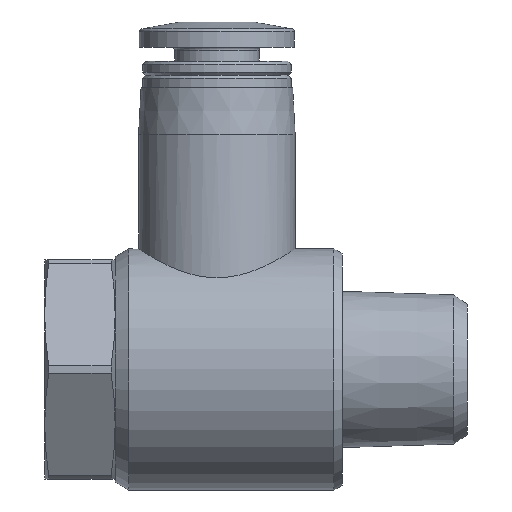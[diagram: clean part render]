
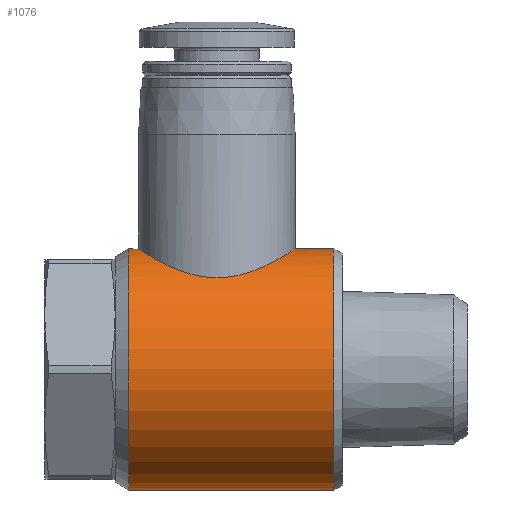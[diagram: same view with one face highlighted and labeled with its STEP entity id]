
A CAD part, left-side view. The second image highlights one B-rep face of the part: STEP entity #1076.
In plain terms, the highlighted cylindrical face has radius 7.7 mm (diameter 15.4 mm), a full revolution.
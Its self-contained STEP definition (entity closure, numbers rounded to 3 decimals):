
#86=B_SPLINE_CURVE_WITH_KNOTS('',3,(#1650,#1651,#1652,#1653,#1654,#1655,
#1656,#1657,#1658,#1659,#1660,#1661,#1662,#1663,#1664,#1665,#1666,#1667,
#1668),.UNSPECIFIED.,.T.,.F.,(1,1,1,1,1,1,1,1,1,1,1,1,1,1,1,1,1,1,1,1,1,
1,1),(-0.006,-0.004,-0.002,0.,
0.002,0.004,0.006,0.008,
0.01,0.012,0.014,0.016,
0.018,0.02,0.022,0.024,
0.026,0.028,0.03,0.032,
0.034,0.036,0.038),.UNSPECIFIED.);
#196=ORIENTED_EDGE('',*,*,#352,.F.);
#197=ORIENTED_EDGE('',*,*,#353,.T.);
#198=ORIENTED_EDGE('',*,*,#354,.F.);
#352=EDGE_CURVE('',#418,#418,#470,.T.);
#353=EDGE_CURVE('',#419,#419,#471,.T.);
#354=EDGE_CURVE('',#420,#420,#86,.T.);
#418=VERTEX_POINT('',#1647);
#419=VERTEX_POINT('',#1649);
#420=VERTEX_POINT('',#1669);
#470=CIRCLE('',#1163,7.7);
#471=CIRCLE('',#1164,7.7);
#516=EDGE_LOOP('',(#196));
#517=EDGE_LOOP('',(#197));
#518=EDGE_LOOP('',(#198));
#599=FACE_BOUND('',#516,.T.);
#600=FACE_BOUND('',#517,.T.);
#601=FACE_BOUND('',#518,.T.);
#663=CYLINDRICAL_SURFACE('',#1162,7.7);
#1076=ADVANCED_FACE('',(#599,#600,#601),#663,.T.);
#1162=AXIS2_PLACEMENT_3D('',#1645,#1329,#1330);
#1163=AXIS2_PLACEMENT_3D('',#1646,#1331,#1332);
#1164=AXIS2_PLACEMENT_3D('',#1648,#1333,#1334);
#1329=DIRECTION('',(0.,-1.,0.));
#1330=DIRECTION('',(0.,0.,-1.));
#1331=DIRECTION('',(0.,-1.,0.));
#1332=DIRECTION('',(0.,0.,-1.));
#1333=DIRECTION('',(0.,-1.,0.));
#1334=DIRECTION('',(0.,0.,-1.));
#1645=CARTESIAN_POINT('',(0.,-16.,0.));
#1646=CARTESIAN_POINT('',(0.,-7.48,0.));
#1647=CARTESIAN_POINT('',(0.,-7.48,-7.7));
#1648=CARTESIAN_POINT('',(0.,5.634,0.));
#1649=CARTESIAN_POINT('',(0.,5.634,-7.7));
#1650=CARTESIAN_POINT('',(-2.03,-4.714,7.51));
#1651=CARTESIAN_POINT('',(0.002,-5.142,7.795));
#1652=CARTESIAN_POINT('',(2.02,-4.717,7.512));
#1653=CARTESIAN_POINT('',(3.63,-3.608,6.849));
#1654=CARTESIAN_POINT('',(4.71,-2.029,6.116));
#1655=CARTESIAN_POINT('',(5.142,-0.009,5.728));
#1656=CARTESIAN_POINT('',(4.721,2.005,6.108));
#1657=CARTESIAN_POINT('',(3.636,3.603,6.845));
#1658=CARTESIAN_POINT('',(2.034,4.711,7.508));
#1659=CARTESIAN_POINT('',(0.011,5.142,7.794));
#1660=CARTESIAN_POINT('',(-2.012,4.722,7.515));
#1661=CARTESIAN_POINT('',(-3.631,3.609,6.849));
#1662=CARTESIAN_POINT('',(-4.713,2.02,6.114));
#1663=CARTESIAN_POINT('',(-5.143,0.007,5.727));
#1664=CARTESIAN_POINT('',(-4.715,-2.019,6.112));
#1665=CARTESIAN_POINT('',(-3.631,-3.606,6.848));
#1666=CARTESIAN_POINT('',(-2.03,-4.714,7.51));
#1667=CARTESIAN_POINT('',(0.002,-5.142,7.795));
#1668=CARTESIAN_POINT('',(2.02,-4.717,7.512));
#1669=CARTESIAN_POINT('',(0.,-5.,7.7));
